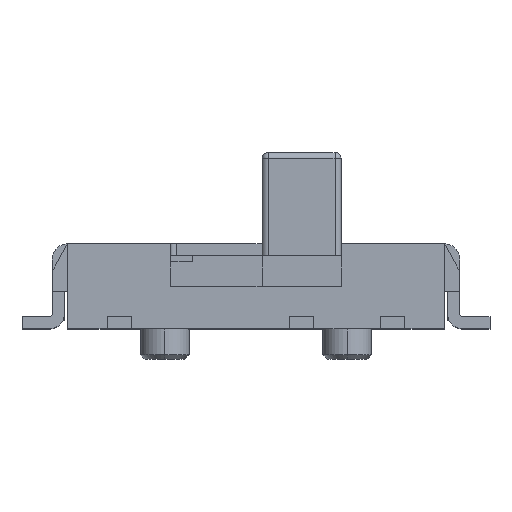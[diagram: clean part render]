
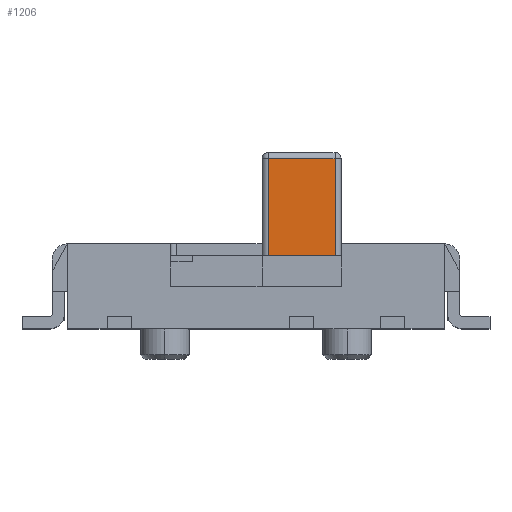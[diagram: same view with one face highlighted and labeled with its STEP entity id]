
A CAD part, top view. The second image highlights one B-rep face of the part: STEP entity #1206.
In plain terms, the highlighted planar face has unit normal (0, 0, 1).
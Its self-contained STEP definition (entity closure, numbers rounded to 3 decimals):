
#227 = EDGE_CURVE ( 'NONE', #4420, #3612, #2059, .T. ) ;
#277 = DIRECTION ( 'NONE',  ( 1., 0., 0. ) ) ;
#619 = DIRECTION ( 'NONE',  ( 0., -1., 0. ) ) ;
#779 = DIRECTION ( 'NONE',  ( 0., 1., 0. ) ) ;
#849 = VECTOR ( 'NONE', #277, 1000. ) ;
#1144 = LINE ( 'NONE', #5058, #4442 ) ;
#1206 = ADVANCED_FACE ( 'NONE', ( #5028 ), #5776, .T. ) ;
#1382 = EDGE_CURVE ( 'NONE', #3307, #3612, #2315, .T. ) ;
#1452 = ORIENTED_EDGE ( 'NONE', *, *, #5989, .T. ) ;
#1699 = DIRECTION ( 'NONE',  ( 1., 0., 0. ) ) ;
#1866 = ORIENTED_EDGE ( 'NONE', *, *, #227, .F. ) ;
#2059 = LINE ( 'NONE', #3488, #849 ) ;
#2315 = LINE ( 'NONE', #5216, #6912 ) ;
#2352 = CARTESIAN_POINT ( 'NONE',  ( 0.2, 2.8, 1.8 ) ) ;
#2376 = VERTEX_POINT ( 'NONE', #4425 ) ;
#2494 = CARTESIAN_POINT ( 'NONE',  ( 1.3, 1.2, 1.8 ) ) ;
#2632 = EDGE_LOOP ( 'NONE', ( #4117, #2702, #1866, #1452 ) ) ;
#2679 = CARTESIAN_POINT ( 'NONE',  ( 1.3, 2.8, 1.8 ) ) ;
#2702 = ORIENTED_EDGE ( 'NONE', *, *, #1382, .T. ) ;
#2853 = CARTESIAN_POINT ( 'NONE',  ( 0.1, 1.2, 1.8 ) ) ;
#3307 = VERTEX_POINT ( 'NONE', #2494 ) ;
#3488 = CARTESIAN_POINT ( 'NONE',  ( 0.1, 2.8, 1.8 ) ) ;
#3539 = CARTESIAN_POINT ( 'NONE',  ( 0.1, 2.8, 1.8 ) ) ;
#3612 = VERTEX_POINT ( 'NONE', #2679 ) ;
#4117 = ORIENTED_EDGE ( 'NONE', *, *, #4288, .T. ) ;
#4131 = DIRECTION ( 'NONE',  ( 0., 0., 1. ) ) ;
#4288 = EDGE_CURVE ( 'NONE', #2376, #3307, #6130, .T. ) ;
#4420 = VERTEX_POINT ( 'NONE', #2352 ) ;
#4425 = CARTESIAN_POINT ( 'NONE',  ( 0.2, 1.2, 1.8 ) ) ;
#4442 = VECTOR ( 'NONE', #619, 1000. ) ;
#5028 = FACE_OUTER_BOUND ( 'NONE', #2632, .T. ) ;
#5058 = CARTESIAN_POINT ( 'NONE',  ( 0.2, 1.2, 1.8 ) ) ;
#5216 = CARTESIAN_POINT ( 'NONE',  ( 1.3, 2.8, 1.8 ) ) ;
#5234 = AXIS2_PLACEMENT_3D ( 'NONE', #3539, #4131, #6910 ) ;
#5776 = PLANE ( 'NONE',  #5234 ) ;
#5944 = VECTOR ( 'NONE', #1699, 1000. ) ;
#5989 = EDGE_CURVE ( 'NONE', #4420, #2376, #1144, .T. ) ;
#6130 = LINE ( 'NONE', #2853, #5944 ) ;
#6910 = DIRECTION ( 'NONE',  ( 0., -1., 0. ) ) ;
#6912 = VECTOR ( 'NONE', #779, 1000. ) ;
